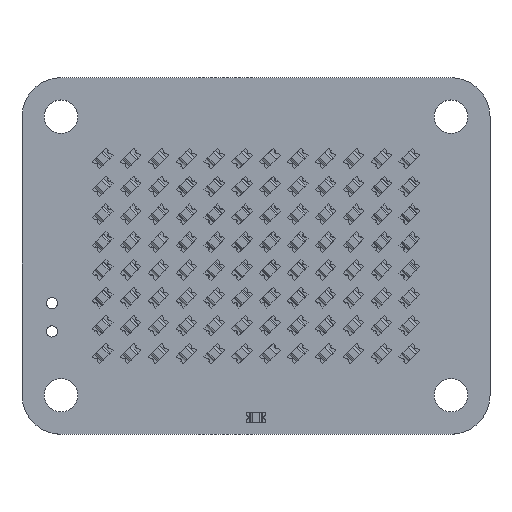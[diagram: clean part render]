
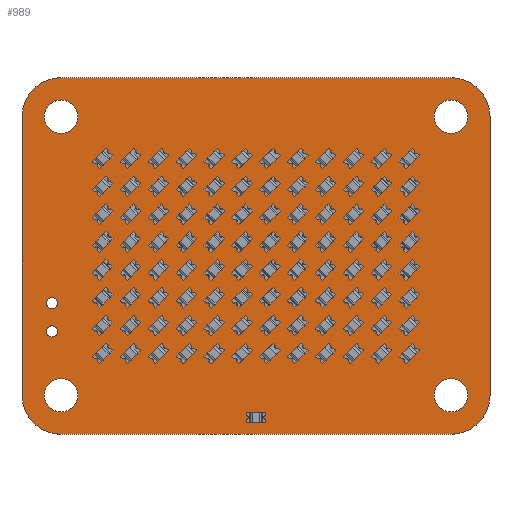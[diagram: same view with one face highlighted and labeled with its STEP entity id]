
A CAD part, top view. The second image highlights one B-rep face of the part: STEP entity #989.
In plain terms, the highlighted planar face has unit normal (0, 0, 1).
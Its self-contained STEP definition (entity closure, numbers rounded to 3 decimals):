
#508 = VERTEX_POINT('',#509);
#509 = CARTESIAN_POINT('',(3.5,0.,1.595));
#515 = EDGE_CURVE('',#508,#516,#518,.T.);
#516 = VERTEX_POINT('',#517);
#517 = CARTESIAN_POINT('',(0.,3.5,1.595));
#518 = CIRCLE('',#519,3.5);
#519 = AXIS2_PLACEMENT_3D('',#520,#521,#522);
#520 = CARTESIAN_POINT('',(3.5,3.5,1.595));
#521 = DIRECTION('',(0.,0.,-1.));
#522 = DIRECTION('',(0.,-1.,0.));
#548 = EDGE_CURVE('',#516,#549,#551,.T.);
#549 = VERTEX_POINT('',#550);
#550 = CARTESIAN_POINT('',(0.,28.5,1.595));
#551 = LINE('',#552,#553);
#552 = CARTESIAN_POINT('',(0.,3.5,1.595));
#553 = VECTOR('',#554,1.);
#554 = DIRECTION('',(0.,1.,0.));
#579 = EDGE_CURVE('',#549,#580,#582,.T.);
#580 = VERTEX_POINT('',#581);
#581 = CARTESIAN_POINT('',(3.5,32.,1.595));
#582 = CIRCLE('',#583,3.5);
#583 = AXIS2_PLACEMENT_3D('',#584,#585,#586);
#584 = CARTESIAN_POINT('',(3.5,28.5,1.595));
#585 = DIRECTION('',(0.,0.,-1.));
#586 = DIRECTION('',(-1.,0.,-0.));
#612 = EDGE_CURVE('',#580,#613,#615,.T.);
#613 = VERTEX_POINT('',#614);
#614 = CARTESIAN_POINT('',(38.5,32.,1.595));
#615 = LINE('',#616,#617);
#616 = CARTESIAN_POINT('',(3.5,32.,1.595));
#617 = VECTOR('',#618,1.);
#618 = DIRECTION('',(1.,0.,0.));
#643 = EDGE_CURVE('',#613,#644,#646,.T.);
#644 = VERTEX_POINT('',#645);
#645 = CARTESIAN_POINT('',(42.,28.5,1.595));
#646 = CIRCLE('',#647,3.5);
#647 = AXIS2_PLACEMENT_3D('',#648,#649,#650);
#648 = CARTESIAN_POINT('',(38.5,28.5,1.595));
#649 = DIRECTION('',(0.,0.,-1.));
#650 = DIRECTION('',(0.,1.,0.));
#676 = EDGE_CURVE('',#644,#677,#679,.T.);
#677 = VERTEX_POINT('',#678);
#678 = CARTESIAN_POINT('',(42.,3.5,1.595));
#679 = LINE('',#680,#681);
#680 = CARTESIAN_POINT('',(42.,28.5,1.595));
#681 = VECTOR('',#682,1.);
#682 = DIRECTION('',(0.,-1.,0.));
#707 = EDGE_CURVE('',#677,#708,#710,.T.);
#708 = VERTEX_POINT('',#709);
#709 = CARTESIAN_POINT('',(38.5,0.,1.595));
#710 = CIRCLE('',#711,3.5);
#711 = AXIS2_PLACEMENT_3D('',#712,#713,#714);
#712 = CARTESIAN_POINT('',(38.5,3.5,1.595));
#713 = DIRECTION('',(0.,0.,-1.));
#714 = DIRECTION('',(1.,0.,0.));
#740 = EDGE_CURVE('',#708,#508,#741,.T.);
#741 = LINE('',#742,#743);
#742 = CARTESIAN_POINT('',(38.5,0.,1.595));
#743 = VECTOR('',#744,1.);
#744 = DIRECTION('',(-1.,0.,0.));
#764 = VERTEX_POINT('',#765);
#765 = CARTESIAN_POINT('',(5.,3.5,1.595));
#771 = EDGE_CURVE('',#764,#764,#772,.T.);
#772 = CIRCLE('',#773,1.5);
#773 = AXIS2_PLACEMENT_3D('',#774,#775,#776);
#774 = CARTESIAN_POINT('',(3.5,3.5,1.595));
#775 = DIRECTION('',(0.,0.,1.));
#776 = DIRECTION('',(1.,0.,-0.));
#797 = VERTEX_POINT('',#798);
#798 = CARTESIAN_POINT('',(3.198,11.77,1.595));
#804 = EDGE_CURVE('',#797,#797,#805,.T.);
#805 = CIRCLE('',#806,0.508);
#806 = AXIS2_PLACEMENT_3D('',#807,#808,#809);
#807 = CARTESIAN_POINT('',(2.69,11.77,1.595));
#808 = DIRECTION('',(0.,0.,1.));
#809 = DIRECTION('',(1.,0.,-0.));
#830 = VERTEX_POINT('',#831);
#831 = CARTESIAN_POINT('',(5.,28.5,1.595));
#837 = EDGE_CURVE('',#830,#830,#838,.T.);
#838 = CIRCLE('',#839,1.5);
#839 = AXIS2_PLACEMENT_3D('',#840,#841,#842);
#840 = CARTESIAN_POINT('',(3.5,28.5,1.595));
#841 = DIRECTION('',(0.,0.,1.));
#842 = DIRECTION('',(1.,0.,-0.));
#863 = VERTEX_POINT('',#864);
#864 = CARTESIAN_POINT('',(40.,3.5,1.595));
#870 = EDGE_CURVE('',#863,#863,#871,.T.);
#871 = CIRCLE('',#872,1.5);
#872 = AXIS2_PLACEMENT_3D('',#873,#874,#875);
#873 = CARTESIAN_POINT('',(38.5,3.5,1.595));
#874 = DIRECTION('',(0.,0.,1.));
#875 = DIRECTION('',(1.,0.,-0.));
#896 = VERTEX_POINT('',#897);
#897 = CARTESIAN_POINT('',(3.198,9.23,1.595));
#903 = EDGE_CURVE('',#896,#896,#904,.T.);
#904 = CIRCLE('',#905,0.508);
#905 = AXIS2_PLACEMENT_3D('',#906,#907,#908);
#906 = CARTESIAN_POINT('',(2.69,9.23,1.595));
#907 = DIRECTION('',(0.,0.,1.));
#908 = DIRECTION('',(1.,0.,-0.));
#929 = VERTEX_POINT('',#930);
#930 = CARTESIAN_POINT('',(40.,28.5,1.595));
#936 = EDGE_CURVE('',#929,#929,#937,.T.);
#937 = CIRCLE('',#938,1.5);
#938 = AXIS2_PLACEMENT_3D('',#939,#940,#941);
#939 = CARTESIAN_POINT('',(38.5,28.5,1.595));
#940 = DIRECTION('',(0.,0.,1.));
#941 = DIRECTION('',(1.,0.,-0.));
#989 = ADVANCED_FACE('',(#990,#1000,#1003,#1006,#1009,#1012,#1015),#1018
  ,.F.);
#990 = FACE_BOUND('',#991,.F.);
#991 = EDGE_LOOP('',(#992,#993,#994,#995,#996,#997,#998,#999));
#992 = ORIENTED_EDGE('',*,*,#515,.T.);
#993 = ORIENTED_EDGE('',*,*,#548,.T.);
#994 = ORIENTED_EDGE('',*,*,#579,.T.);
#995 = ORIENTED_EDGE('',*,*,#612,.T.);
#996 = ORIENTED_EDGE('',*,*,#643,.T.);
#997 = ORIENTED_EDGE('',*,*,#676,.T.);
#998 = ORIENTED_EDGE('',*,*,#707,.T.);
#999 = ORIENTED_EDGE('',*,*,#740,.T.);
#1000 = FACE_BOUND('',#1001,.F.);
#1001 = EDGE_LOOP('',(#1002));
#1002 = ORIENTED_EDGE('',*,*,#771,.T.);
#1003 = FACE_BOUND('',#1004,.F.);
#1004 = EDGE_LOOP('',(#1005));
#1005 = ORIENTED_EDGE('',*,*,#804,.T.);
#1006 = FACE_BOUND('',#1007,.F.);
#1007 = EDGE_LOOP('',(#1008));
#1008 = ORIENTED_EDGE('',*,*,#837,.T.);
#1009 = FACE_BOUND('',#1010,.F.);
#1010 = EDGE_LOOP('',(#1011));
#1011 = ORIENTED_EDGE('',*,*,#870,.T.);
#1012 = FACE_BOUND('',#1013,.F.);
#1013 = EDGE_LOOP('',(#1014));
#1014 = ORIENTED_EDGE('',*,*,#903,.T.);
#1015 = FACE_BOUND('',#1016,.F.);
#1016 = EDGE_LOOP('',(#1017));
#1017 = ORIENTED_EDGE('',*,*,#936,.T.);
#1018 = PLANE('',#1019);
#1019 = AXIS2_PLACEMENT_3D('',#1020,#1021,#1022);
#1020 = CARTESIAN_POINT('',(21.,16.,1.595));
#1021 = DIRECTION('',(-0.,-0.,-1.));
#1022 = DIRECTION('',(-1.,0.,0.));
